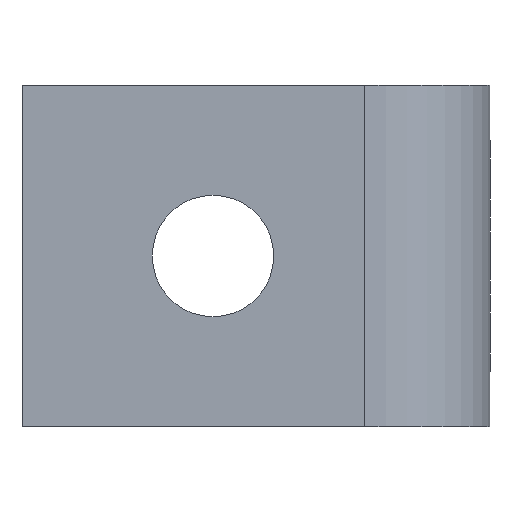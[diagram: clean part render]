
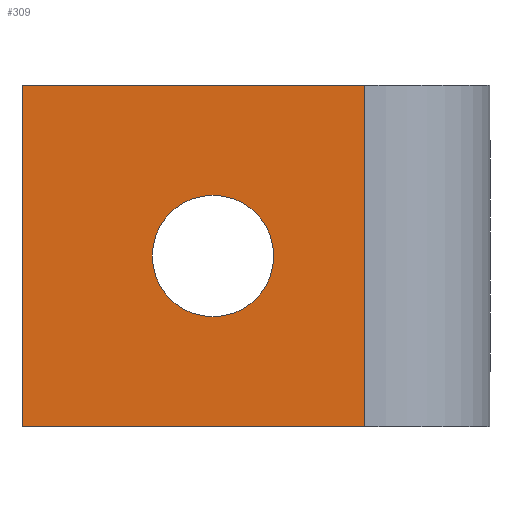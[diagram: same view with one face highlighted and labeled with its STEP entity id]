
A CAD part, left-side view. The second image highlights one B-rep face of the part: STEP entity #309.
In plain terms, the highlighted planar face has unit normal (-1, 0, 0).
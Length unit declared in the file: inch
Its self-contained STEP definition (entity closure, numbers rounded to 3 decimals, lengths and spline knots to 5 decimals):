
#8 = CARTESIAN_POINT ( 'NONE',  ( 0., 0.343, 0.125 ) ) ;
#18 = VERTEX_POINT ( 'NONE', #317 ) ;
#35 = DIRECTION ( 'NONE',  ( 0., 0., -1. ) ) ;
#38 = CARTESIAN_POINT ( 'NONE',  ( 0., 0.343, 0.125 ) ) ;
#40 = LINE ( 'NONE', #536, #342 ) ;
#53 = EDGE_CURVE ( 'NONE', #330, #531, #183, .T. ) ;
#67 = CIRCLE ( 'NONE', #362, 0.0445 ) ;
#75 = VECTOR ( 'NONE', #255, 39.37008 ) ;
#96 = ORIENTED_EDGE ( 'NONE', *, *, #410, .F. ) ;
#99 = DIRECTION ( 'NONE',  ( 0., 0., 1. ) ) ;
#113 = FACE_OUTER_BOUND ( 'NONE', #292, .T. ) ;
#121 = EDGE_CURVE ( 'NONE', #495, #18, #40, .T. ) ;
#177 = LINE ( 'NONE', #382, #407 ) ;
#183 = CIRCLE ( 'NONE', #254, 0.0445 ) ;
#188 = DIRECTION ( 'NONE',  ( 0., 0., -1. ) ) ;
#192 = CARTESIAN_POINT ( 'NONE',  ( 0., 0.203, 0. ) ) ;
#219 = CARTESIAN_POINT ( 'NONE',  ( 0., 0.343, 0.125 ) ) ;
#225 = EDGE_CURVE ( 'NONE', #230, #298, #328, .T. ) ;
#230 = VERTEX_POINT ( 'NONE', #38 ) ;
#234 = AXIS2_PLACEMENT_3D ( 'NONE', #219, #397, #35 ) ;
#253 = EDGE_CURVE ( 'NONE', #298, #18, #177, .T. ) ;
#254 = AXIS2_PLACEMENT_3D ( 'NONE', #192, #396, #99 ) ;
#255 = DIRECTION ( 'NONE',  ( 0., 0., -1. ) ) ;
#268 = EDGE_CURVE ( 'NONE', #230, #495, #515, .T. ) ;
#289 = CARTESIAN_POINT ( 'NONE',  ( 0., 0.343, 0.125 ) ) ;
#292 = EDGE_LOOP ( 'NONE', ( #457, #479, #456, #434 ) ) ;
#295 = PLANE ( 'NONE',  #234 ) ;
#298 = VERTEX_POINT ( 'NONE', #481 ) ;
#309 = ADVANCED_FACE ( 'NONE', ( #318, #113 ), #295, .F. ) ;
#317 = CARTESIAN_POINT ( 'NONE',  ( 0., 0.092, -0.125 ) ) ;
#318 = FACE_BOUND ( 'NONE', #320, .T. ) ;
#320 = EDGE_LOOP ( 'NONE', ( #96, #468 ) ) ;
#328 = LINE ( 'NONE', #8, #75 ) ;
#330 = VERTEX_POINT ( 'NONE', #348 ) ;
#341 = CARTESIAN_POINT ( 'NONE',  ( 0., 0.203, 0. ) ) ;
#342 = VECTOR ( 'NONE', #188, 39.37008 ) ;
#345 = CARTESIAN_POINT ( 'NONE',  ( 0., 0.092, 0.125 ) ) ;
#347 = DIRECTION ( 'NONE',  ( -1., 0., 0. ) ) ;
#348 = CARTESIAN_POINT ( 'NONE',  ( 0., 0.203, -0.0445 ) ) ;
#354 = DIRECTION ( 'NONE',  ( 0., -1., 0. ) ) ;
#362 = AXIS2_PLACEMENT_3D ( 'NONE', #341, #347, #520 ) ;
#376 = DIRECTION ( 'NONE',  ( 0., -1., 0. ) ) ;
#382 = CARTESIAN_POINT ( 'NONE',  ( 0., 0.343, -0.125 ) ) ;
#396 = DIRECTION ( 'NONE',  ( -1., 0., 0. ) ) ;
#397 = DIRECTION ( 'NONE',  ( 1., 0., 0. ) ) ;
#407 = VECTOR ( 'NONE', #354, 39.37008 ) ;
#410 = EDGE_CURVE ( 'NONE', #531, #330, #67, .T. ) ;
#434 = ORIENTED_EDGE ( 'NONE', *, *, #225, .T. ) ;
#456 = ORIENTED_EDGE ( 'NONE', *, *, #268, .F. ) ;
#457 = ORIENTED_EDGE ( 'NONE', *, *, #253, .T. ) ;
#468 = ORIENTED_EDGE ( 'NONE', *, *, #53, .F. ) ;
#470 = CARTESIAN_POINT ( 'NONE',  ( 0., 0.203, 0.0445 ) ) ;
#479 = ORIENTED_EDGE ( 'NONE', *, *, #121, .F. ) ;
#481 = CARTESIAN_POINT ( 'NONE',  ( 0., 0.343, -0.125 ) ) ;
#495 = VERTEX_POINT ( 'NONE', #345 ) ;
#514 = VECTOR ( 'NONE', #376, 39.37008 ) ;
#515 = LINE ( 'NONE', #289, #514 ) ;
#520 = DIRECTION ( 'NONE',  ( 0., 0., 1. ) ) ;
#531 = VERTEX_POINT ( 'NONE', #470 ) ;
#536 = CARTESIAN_POINT ( 'NONE',  ( 0., 0.092, 0.125 ) ) ;
